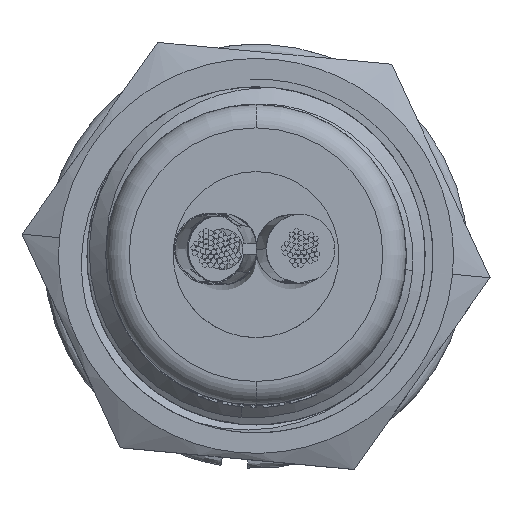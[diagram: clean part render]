
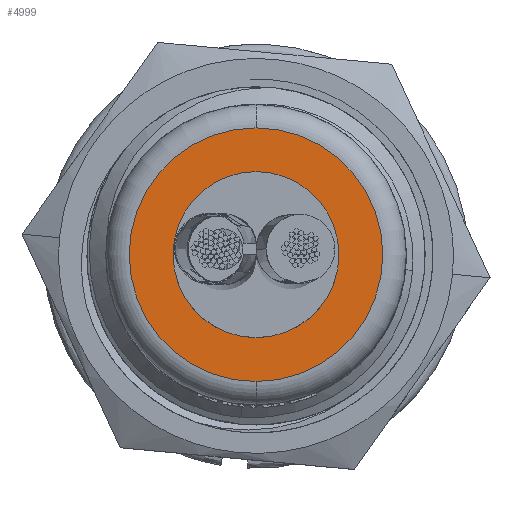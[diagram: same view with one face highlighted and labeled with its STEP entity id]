
A CAD part, top view. The second image highlights one B-rep face of the part: STEP entity #4999.
In plain terms, the highlighted face is planar.
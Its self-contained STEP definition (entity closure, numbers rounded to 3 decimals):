
#2403 = DIRECTION ( 'NONE',  ( 0., 0., -1. ) ) ;
#4999 = ADVANCED_FACE ( 'NONE', ( #7091 ), #14889, .T. ) ;
#7091 = FACE_OUTER_BOUND ( 'NONE', #39623, .T. ) ;
#7462 = AXIS2_PLACEMENT_3D ( 'NONE', #32154, #16412, #34972 ) ;
#8126 = EDGE_CURVE ( 'NONE', #15827, #12720, #17497, .T. ) ;
#10785 = CARTESIAN_POINT ( 'NONE',  ( 15., 0., -4.05 ) ) ;
#11432 = CARTESIAN_POINT ( 'NONE',  ( 15., 0., 4.05 ) ) ;
#12720 = VERTEX_POINT ( 'NONE', #11432 ) ;
#12978 = AXIS2_PLACEMENT_3D ( 'NONE', #36412, #39506, #2403 ) ;
#13539 = CARTESIAN_POINT ( 'NONE',  ( 15., 0., 0. ) ) ;
#14889 = PLANE ( 'NONE',  #12978 ) ;
#15827 = VERTEX_POINT ( 'NONE', #10785 ) ;
#15946 = CIRCLE ( 'NONE', #7462, 4.05 ) ;
#16412 = DIRECTION ( 'NONE',  ( 1., 0., 0. ) ) ;
#17497 = CIRCLE ( 'NONE', #37580, 4.05 ) ;
#18449 = ORIENTED_EDGE ( 'NONE', *, *, #8126, .T. ) ;
#22678 = DIRECTION ( 'NONE',  ( 0., 0., -1. ) ) ;
#29037 = DIRECTION ( 'NONE',  ( 1., 0., 0. ) ) ;
#32154 = CARTESIAN_POINT ( 'NONE',  ( 15., 0., 0. ) ) ;
#34697 = ORIENTED_EDGE ( 'NONE', *, *, #36685, .T. ) ;
#34972 = DIRECTION ( 'NONE',  ( 0., 0., -1. ) ) ;
#36412 = CARTESIAN_POINT ( 'NONE',  ( 15., 0., 0. ) ) ;
#36685 = EDGE_CURVE ( 'NONE', #12720, #15827, #15946, .T. ) ;
#37580 = AXIS2_PLACEMENT_3D ( 'NONE', #13539, #29037, #22678 ) ;
#39506 = DIRECTION ( 'NONE',  ( 1., 0., 0. ) ) ;
#39623 = EDGE_LOOP ( 'NONE', ( #18449, #34697 ) ) ;
